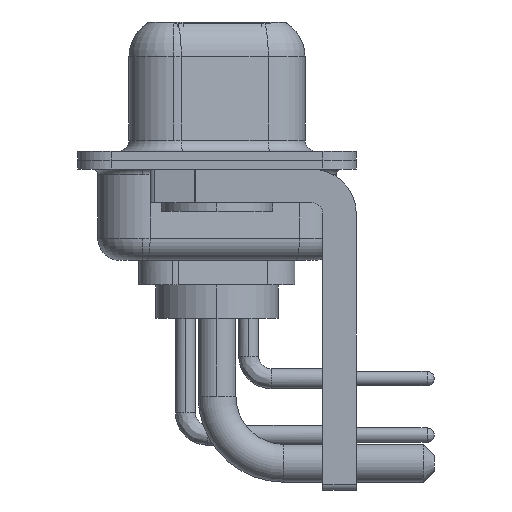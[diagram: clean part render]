
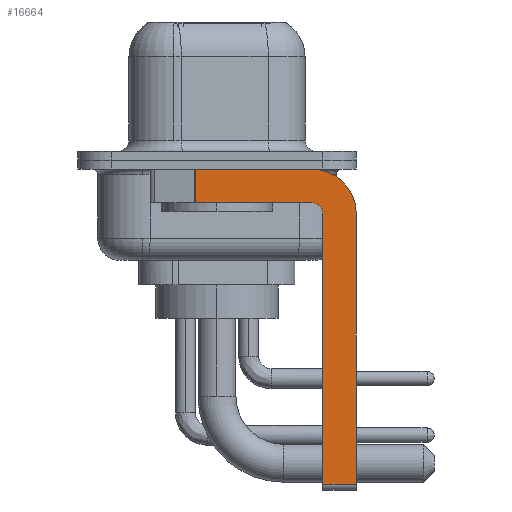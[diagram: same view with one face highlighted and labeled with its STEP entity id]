
A CAD part, left-side view. The second image highlights one B-rep face of the part: STEP entity #16664.
In plain terms, the highlighted planar face has unit normal (-1, 0, 0).
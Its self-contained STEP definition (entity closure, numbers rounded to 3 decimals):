
#3 = CARTESIAN_POINT ( 'NONE',  ( -2.9, -4.25, -0.4 ) ) ;
#810 = VERTEX_POINT ( 'NONE', #3115 ) ;
#1016 = CARTESIAN_POINT ( 'NONE',  ( -2.9, -4.75, -14.8 ) ) ;
#1161 = CARTESIAN_POINT ( 'NONE',  ( -2.9, -4.25, -2.4 ) ) ;
#1293 = VECTOR ( 'NONE', #2311, 1000. ) ;
#1311 = CARTESIAN_POINT ( 'NONE',  ( -2.9, 0.978, -0.4 ) ) ;
#1807 = LINE ( 'NONE', #6332, #6531 ) ;
#2271 = ORIENTED_EDGE ( 'NONE', *, *, #15237, .T. ) ;
#2311 = DIRECTION ( 'NONE',  ( 0., 0., 1. ) ) ;
#2453 = DIRECTION ( 'NONE',  ( 0., 0., -1. ) ) ;
#2471 = CARTESIAN_POINT ( 'NONE',  ( -2.9, 3., -0.4 ) ) ;
#3115 = CARTESIAN_POINT ( 'NONE',  ( -2.9, -6.25, -14.55 ) ) ;
#3652 = CARTESIAN_POINT ( 'NONE',  ( -2.9, 0.978, -1.9 ) ) ;
#3765 = AXIS2_PLACEMENT_3D ( 'NONE', #1161, #4463, #19707 ) ;
#4012 = VERTEX_POINT ( 'NONE', #3 ) ;
#4080 = VERTEX_POINT ( 'NONE', #9798 ) ;
#4463 = DIRECTION ( 'NONE',  ( 1., 0., 0. ) ) ;
#4804 = CIRCLE ( 'NONE', #15076, 0.5 ) ;
#6058 = FACE_OUTER_BOUND ( 'NONE', #15604, .T. ) ;
#6231 = DIRECTION ( 'NONE',  ( 0., -1., 0. ) ) ;
#6281 = VECTOR ( 'NONE', #2453, 1000. ) ;
#6332 = CARTESIAN_POINT ( 'NONE',  ( -2.9, -4.25, -14.55 ) ) ;
#6341 = CARTESIAN_POINT ( 'NONE',  ( -2.9, -4.25, -1.9 ) ) ;
#6458 = EDGE_CURVE ( 'NONE', #17907, #4080, #11076, .T. ) ;
#6519 = CIRCLE ( 'NONE', #10352, 2. ) ;
#6531 = VECTOR ( 'NONE', #6231, 1000. ) ;
#6769 = VERTEX_POINT ( 'NONE', #19679 ) ;
#7259 = ORIENTED_EDGE ( 'NONE', *, *, #11458, .F. ) ;
#7658 = ORIENTED_EDGE ( 'NONE', *, *, #8812, .F. ) ;
#7722 = CARTESIAN_POINT ( 'NONE',  ( -2.9, -6.25, -2.4 ) ) ;
#7876 = DIRECTION ( 'NONE',  ( -1., 0., 0. ) ) ;
#8501 = DIRECTION ( 'NONE',  ( 0., -1., 0. ) ) ;
#8812 = EDGE_CURVE ( 'NONE', #13050, #6769, #11551, .T. ) ;
#8845 = ORIENTED_EDGE ( 'NONE', *, *, #13539, .F. ) ;
#9176 = PLANE ( 'NONE',  #3765 ) ;
#9192 = DIRECTION ( 'NONE',  ( 0., 0., -1. ) ) ;
#9365 = CARTESIAN_POINT ( 'NONE',  ( -2.9, -4.25, -2.4 ) ) ;
#9559 = DIRECTION ( 'NONE',  ( 0., 0., 1. ) ) ;
#9560 = CARTESIAN_POINT ( 'NONE',  ( -2.9, -4.25, -1.9 ) ) ;
#9732 = VECTOR ( 'NONE', #8501, 1000. ) ;
#9798 = CARTESIAN_POINT ( 'NONE',  ( -2.9, 0.978, -1.9 ) ) ;
#10048 = CARTESIAN_POINT ( 'NONE',  ( -2.9, -4.25, -2.4 ) ) ;
#10235 = DIRECTION ( 'NONE',  ( 0., 0., -1. ) ) ;
#10352 = AXIS2_PLACEMENT_3D ( 'NONE', #10048, #16196, #10235 ) ;
#11076 = LINE ( 'NONE', #9560, #18875 ) ;
#11409 = ORIENTED_EDGE ( 'NONE', *, *, #11621, .T. ) ;
#11434 = VERTEX_POINT ( 'NONE', #1311 ) ;
#11458 = EDGE_CURVE ( 'NONE', #4012, #18111, #6519, .T. ) ;
#11551 = LINE ( 'NONE', #1016, #1293 ) ;
#11621 = EDGE_CURVE ( 'NONE', #13050, #810, #1807, .T. ) ;
#12085 = ORIENTED_EDGE ( 'NONE', *, *, #14976, .F. ) ;
#12559 = CARTESIAN_POINT ( 'NONE',  ( -2.9, -4.75, -14.55 ) ) ;
#12688 = ORIENTED_EDGE ( 'NONE', *, *, #6458, .F. ) ;
#12784 = LINE ( 'NONE', #3652, #6281 ) ;
#13050 = VERTEX_POINT ( 'NONE', #12559 ) ;
#13515 = LINE ( 'NONE', #16837, #17504 ) ;
#13539 = EDGE_CURVE ( 'NONE', #11434, #4012, #15837, .T. ) ;
#14976 = EDGE_CURVE ( 'NONE', #18111, #810, #13515, .T. ) ;
#15076 = AXIS2_PLACEMENT_3D ( 'NONE', #9365, #7876, #9559 ) ;
#15237 = EDGE_CURVE ( 'NONE', #11434, #4080, #12784, .T. ) ;
#15604 = EDGE_LOOP ( 'NONE', ( #8845, #2271, #12688, #19002, #7658, #11409, #12085, #7259 ) ) ;
#15837 = LINE ( 'NONE', #2471, #9732 ) ;
#16196 = DIRECTION ( 'NONE',  ( 1., 0., 0. ) ) ;
#16664 = ADVANCED_FACE ( 'NONE', ( #6058 ), #9176, .F. ) ;
#16837 = CARTESIAN_POINT ( 'NONE',  ( -2.9, -6.25, -2.4 ) ) ;
#17504 = VECTOR ( 'NONE', #9192, 1000. ) ;
#17907 = VERTEX_POINT ( 'NONE', #6341 ) ;
#18111 = VERTEX_POINT ( 'NONE', #7722 ) ;
#18875 = VECTOR ( 'NONE', #18998, 1000. ) ;
#18998 = DIRECTION ( 'NONE',  ( 0., 1., 0. ) ) ;
#19002 = ORIENTED_EDGE ( 'NONE', *, *, #19267, .F. ) ;
#19267 = EDGE_CURVE ( 'NONE', #6769, #17907, #4804, .T. ) ;
#19679 = CARTESIAN_POINT ( 'NONE',  ( -2.9, -4.75, -2.4 ) ) ;
#19707 = DIRECTION ( 'NONE',  ( 0., 0., -1. ) ) ;
